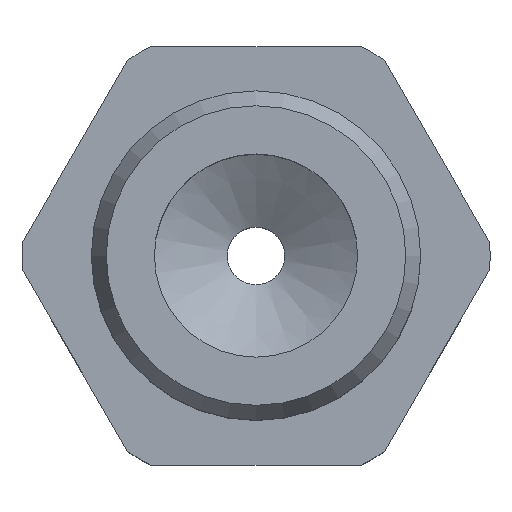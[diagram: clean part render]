
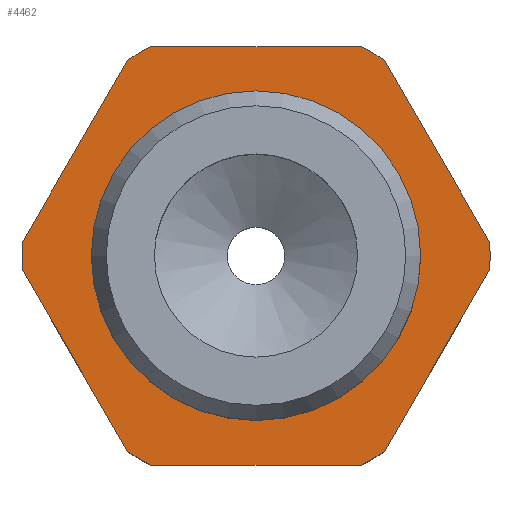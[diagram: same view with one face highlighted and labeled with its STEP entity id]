
A CAD part, top view. The second image highlights one B-rep face of the part: STEP entity #4462.
In plain terms, the highlighted planar face has unit normal (0, 0, 1).
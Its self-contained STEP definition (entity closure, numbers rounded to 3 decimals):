
#43=CIRCLE('',#4585,11.75);
#44=CIRCLE('',#4586,11.75);
#45=CIRCLE('',#4587,11.75);
#46=CIRCLE('',#4588,11.75);
#47=CIRCLE('',#4589,11.75);
#48=CIRCLE('',#4590,11.75);
#49=CIRCLE('',#4591,8.269);
#76=FACE_BOUND('',#640,.T.);
#156=PLANE('',#4584);
#383=FACE_OUTER_BOUND('',#639,.T.);
#639=EDGE_LOOP('',(#4008,#4009,#4010,#4011,#4012,#4013,#4014,#4015,#4016,
#4017,#4018,#4019));
#640=EDGE_LOOP('',(#4020));
#983=LINE('',#8965,#1333);
#986=LINE('',#8971,#1336);
#989=LINE('',#8977,#1339);
#992=LINE('',#8983,#1342);
#995=LINE('',#8989,#1345);
#998=LINE('',#8995,#1348);
#1333=VECTOR('',#5118,10.);
#1336=VECTOR('',#5123,10.);
#1339=VECTOR('',#5128,10.);
#1342=VECTOR('',#5133,10.);
#1345=VECTOR('',#5138,10.);
#1348=VECTOR('',#5143,10.);
#2067=VERTEX_POINT('',#8963);
#2068=VERTEX_POINT('',#8964);
#2069=VERTEX_POINT('',#8969);
#2070=VERTEX_POINT('',#8970);
#2071=VERTEX_POINT('',#8975);
#2072=VERTEX_POINT('',#8976);
#2073=VERTEX_POINT('',#8981);
#2074=VERTEX_POINT('',#8982);
#2075=VERTEX_POINT('',#8987);
#2076=VERTEX_POINT('',#8988);
#2077=VERTEX_POINT('',#8993);
#2078=VERTEX_POINT('',#8994);
#2079=VERTEX_POINT('',#9005);
#2715=EDGE_CURVE('',#2067,#2068,#983,.T.);
#2718=EDGE_CURVE('',#2069,#2070,#986,.T.);
#2721=EDGE_CURVE('',#2071,#2072,#989,.T.);
#2724=EDGE_CURVE('',#2073,#2074,#992,.T.);
#2727=EDGE_CURVE('',#2075,#2076,#995,.T.);
#2730=EDGE_CURVE('',#2077,#2078,#998,.T.);
#2733=EDGE_CURVE('',#2068,#2075,#43,.T.);
#2734=EDGE_CURVE('',#2076,#2073,#44,.T.);
#2735=EDGE_CURVE('',#2074,#2071,#45,.T.);
#2736=EDGE_CURVE('',#2072,#2077,#46,.T.);
#2737=EDGE_CURVE('',#2078,#2069,#47,.T.);
#2738=EDGE_CURVE('',#2070,#2067,#48,.T.);
#2739=EDGE_CURVE('',#2079,#2079,#49,.T.);
#4008=ORIENTED_EDGE('',*,*,#2715,.T.);
#4009=ORIENTED_EDGE('',*,*,#2733,.T.);
#4010=ORIENTED_EDGE('',*,*,#2727,.T.);
#4011=ORIENTED_EDGE('',*,*,#2734,.T.);
#4012=ORIENTED_EDGE('',*,*,#2724,.T.);
#4013=ORIENTED_EDGE('',*,*,#2735,.T.);
#4014=ORIENTED_EDGE('',*,*,#2721,.T.);
#4015=ORIENTED_EDGE('',*,*,#2736,.T.);
#4016=ORIENTED_EDGE('',*,*,#2730,.T.);
#4017=ORIENTED_EDGE('',*,*,#2737,.T.);
#4018=ORIENTED_EDGE('',*,*,#2718,.T.);
#4019=ORIENTED_EDGE('',*,*,#2738,.T.);
#4020=ORIENTED_EDGE('',*,*,#2739,.F.);
#4462=ADVANCED_FACE('',(#383,#76),#156,.T.);
#4584=AXIS2_PLACEMENT_3D('',#8998,#5146,#5147);
#4585=AXIS2_PLACEMENT_3D('',#8999,#5148,#5149);
#4586=AXIS2_PLACEMENT_3D('',#9000,#5150,#5151);
#4587=AXIS2_PLACEMENT_3D('',#9001,#5152,#5153);
#4588=AXIS2_PLACEMENT_3D('',#9002,#5154,#5155);
#4589=AXIS2_PLACEMENT_3D('',#9003,#5156,#5157);
#4590=AXIS2_PLACEMENT_3D('',#9004,#5158,#5159);
#4591=AXIS2_PLACEMENT_3D('',#9006,#5160,#5161);
#5118=DIRECTION('',(0.5,0.866,0.));
#5123=DIRECTION('',(1.,0.,0.));
#5128=DIRECTION('',(-0.5,-0.866,0.));
#5133=DIRECTION('',(-1.,0.,0.));
#5138=DIRECTION('',(-0.5,0.866,0.));
#5143=DIRECTION('',(0.5,-0.866,0.));
#5146=DIRECTION('center_axis',(0.,0.,1.));
#5147=DIRECTION('ref_axis',(1.,0.,0.));
#5148=DIRECTION('center_axis',(0.,0.,1.));
#5149=DIRECTION('ref_axis',(1.,0.,0.));
#5150=DIRECTION('center_axis',(0.,0.,1.));
#5151=DIRECTION('ref_axis',(1.,0.,0.));
#5152=DIRECTION('center_axis',(0.,0.,1.));
#5153=DIRECTION('ref_axis',(1.,0.,0.));
#5154=DIRECTION('center_axis',(0.,0.,1.));
#5155=DIRECTION('ref_axis',(1.,0.,0.));
#5156=DIRECTION('center_axis',(0.,0.,1.));
#5157=DIRECTION('ref_axis',(1.,0.,0.));
#5158=DIRECTION('center_axis',(0.,0.,1.));
#5159=DIRECTION('ref_axis',(1.,0.,0.));
#5160=DIRECTION('center_axis',(0.,0.,1.));
#5161=DIRECTION('ref_axis',(1.,0.,0.));
#8963=CARTESIAN_POINT('',(6.456,-9.817,0.));
#8964=CARTESIAN_POINT('',(11.73,-0.683,0.));
#8965=CARTESIAN_POINT('',(8.622,-6.067,0.));
#8969=CARTESIAN_POINT('',(-5.274,-10.5,0.));
#8970=CARTESIAN_POINT('',(5.274,-10.5,0.));
#8971=CARTESIAN_POINT('',(2.637,-10.5,0.));
#8975=CARTESIAN_POINT('',(-6.456,9.817,0.));
#8976=CARTESIAN_POINT('',(-11.73,0.683,0.));
#8977=CARTESIAN_POINT('',(-12.202,-0.134,0.));
#8981=CARTESIAN_POINT('',(5.274,10.5,0.));
#8982=CARTESIAN_POINT('',(-5.274,10.5,0.));
#8983=CARTESIAN_POINT('',(-2.637,10.5,0.));
#8987=CARTESIAN_POINT('',(11.73,0.683,0.));
#8988=CARTESIAN_POINT('',(6.456,9.817,0.));
#8989=CARTESIAN_POINT('',(9.565,4.433,0.));
#8993=CARTESIAN_POINT('',(-11.73,-0.683,0.));
#8994=CARTESIAN_POINT('',(-6.456,-9.817,0.));
#8995=CARTESIAN_POINT('',(-5.985,-10.634,0.));
#8998=CARTESIAN_POINT('Origin',(0.,-8.269,0.));
#8999=CARTESIAN_POINT('Origin',(0.,0.,0.));
#9000=CARTESIAN_POINT('Origin',(0.,0.,0.));
#9001=CARTESIAN_POINT('Origin',(0.,0.,0.));
#9002=CARTESIAN_POINT('Origin',(0.,0.,0.));
#9003=CARTESIAN_POINT('Origin',(0.,0.,0.));
#9004=CARTESIAN_POINT('Origin',(0.,0.,0.));
#9005=CARTESIAN_POINT('',(0.,8.269,0.));
#9006=CARTESIAN_POINT('Origin',(0.,0.,0.));
